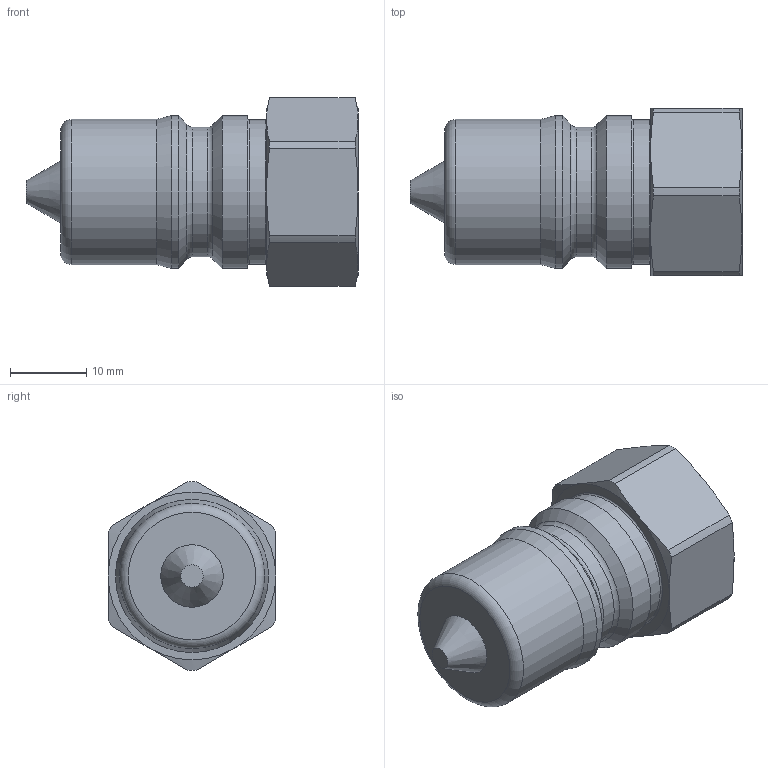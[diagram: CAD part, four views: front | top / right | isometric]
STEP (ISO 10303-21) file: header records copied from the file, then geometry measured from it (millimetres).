
FILE_DESCRIPTION((''),'2;1');
FILE_NAME('73sbiw17mpx.stp','2014-01-08T08:47:34',('IA176480'),(''),'Autodesk Inventor 2013','Autodesk Inventor 2013','');
FILE_SCHEMA(('AUTOMOTIVE_DESIGN { 1 0 10303 214 1 1 1 1 }'));
Length unit declared in the file: millimetre
Products named in the file (1): D108977
Bounding box: 43.57 x 22 x 24.8 mm (x, y, z)
Volume: 9644.6 mm3; surface area: 4169 mm2
Topology: 1 solids, 1 shells, 53 faces, 112 edges, 68 vertices
Faces by surface type: cone 18, cylinder 15, plane 15, torus 5
Full cylindrical faces by diameter (mm): 3 x1, 14.15 x1, 16.662 x1, 16.731 x1, 17 x1, 19 x1, 19.05 x1, 20.09 x2
Entity records: 1331 total; most frequent: CARTESIAN_POINT 252, DIRECTION 222, ORIENTED_EDGE 174, AXIS2_PLACEMENT_3D 105, EDGE_CURVE 87, EDGE_LOOP 80, VERTEX_POINT 63, FACE_OUTER_BOUND 53
